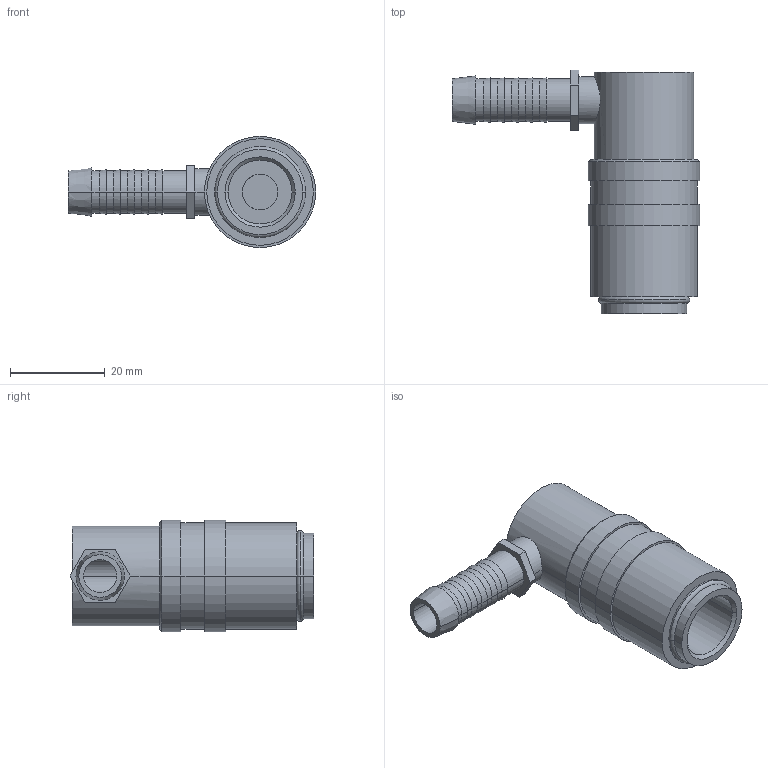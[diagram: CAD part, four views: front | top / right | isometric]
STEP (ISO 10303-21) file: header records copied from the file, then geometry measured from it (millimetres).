
FILE_DESCRIPTION(('STEP AP214'),'1');
FILE_NAME('esh_9_tl-90ab.stp','2020-04-22T06:07:22',('TraceParts'),('TraceParts S.A.'),'Spatial InterOp 3D',' ',' ');
FILE_SCHEMA(('automotive_design'));
Length unit declared in the file: millimetre
Products named in the file (1): 1
Bounding box: 52.25 x 51.5 x 23.5 mm (x, y, z)
Volume: 16174.6 mm3; surface area: 7625.7 mm2
Topology: 1 solids, 1 shells, 76 faces, 161 edges, 101 vertices
Faces by surface type: cylinder 32, plane 24, cone 16, torus 4
Entity records: 2818 total; most frequent: CARTESIAN_POINT 481, DIRECTION 396, ORIENTED_EDGE 322, AXIS2_PLACEMENT_3D 164, EDGE_CURVE 161, VERTEX_POINT 101, EDGE_LOOP 92, CIRCLE 87
